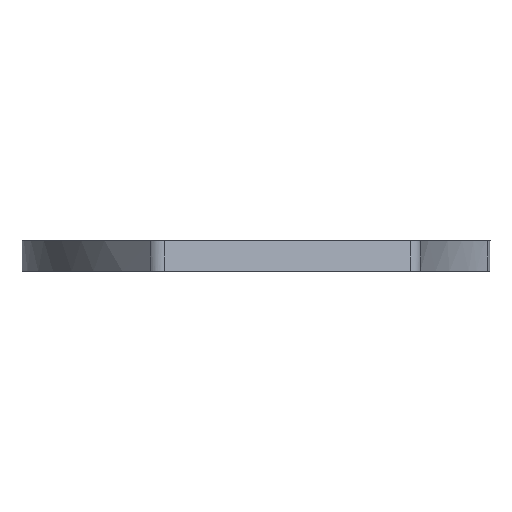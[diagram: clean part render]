
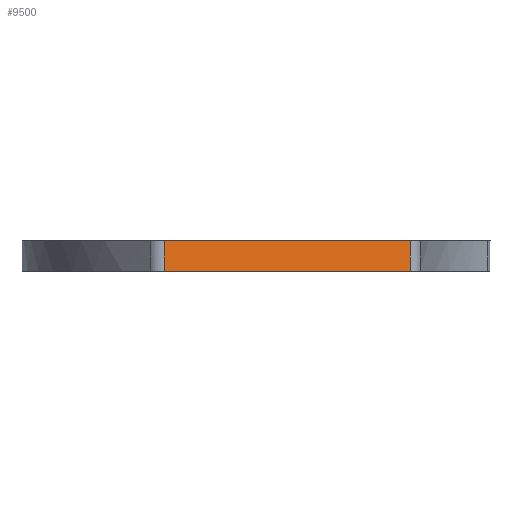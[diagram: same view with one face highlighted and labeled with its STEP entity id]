
A CAD part, left-side view. The second image highlights one B-rep face of the part: STEP entity #9500.
In plain terms, the highlighted planar face has unit normal (-0.961, -0.276, 0).
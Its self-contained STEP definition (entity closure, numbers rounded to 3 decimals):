
#478=LINE('',#14894,#1453);
#501=LINE('',#15214,#1476);
#502=LINE('',#15227,#1477);
#503=LINE('',#15228,#1478);
#1453=VECTOR('',#11722,10.);
#1476=VECTOR('',#11763,10.);
#1477=VECTOR('',#11766,10.);
#1478=VECTOR('',#11767,10.);
#2422=FACE_OUTER_BOUND('',#2950,.T.);
#2950=EDGE_LOOP('',(#6997,#6998,#6999,#7000));
#4240=VERTEX_POINT('',#14879);
#4241=VERTEX_POINT('',#14893);
#4274=VERTEX_POINT('',#15213);
#4275=VERTEX_POINT('',#15226);
#5305=EDGE_CURVE('',#4241,#4240,#478,.T.);
#5344=EDGE_CURVE('',#4241,#4274,#501,.T.);
#5346=EDGE_CURVE('',#4240,#4275,#502,.T.);
#5347=EDGE_CURVE('',#4275,#4274,#503,.T.);
#6997=ORIENTED_EDGE('',*,*,#5305,.T.);
#6998=ORIENTED_EDGE('',*,*,#5346,.T.);
#6999=ORIENTED_EDGE('',*,*,#5347,.T.);
#7000=ORIENTED_EDGE('',*,*,#5344,.F.);
#9178=PLANE('',#10217);
#9500=ADVANCED_FACE('',(#2422),#9178,.F.);
#10217=AXIS2_PLACEMENT_3D('',#15225,#11764,#11765);
#11722=DIRECTION('',(0.276,-0.961,0.));
#11763=DIRECTION('',(0.,0.,1.));
#11764=DIRECTION('center_axis',(0.961,0.276,0.));
#11765=DIRECTION('ref_axis',(-0.276,0.961,0.));
#11766=DIRECTION('',(0.,0.,1.));
#11767=DIRECTION('',(-0.276,0.961,0.));
#14879=CARTESIAN_POINT('',(183.743,-124.054,-2.15));
#14893=CARTESIAN_POINT('',(170.076,-76.424,-2.15));
#14894=CARTESIAN_POINT('',(181.511,-116.274,-2.15));
#15213=CARTESIAN_POINT('',(170.076,-76.424,3.83));
#15214=CARTESIAN_POINT('',(170.076,-76.424,2.83));
#15225=CARTESIAN_POINT('Origin',(183.743,-124.054,2.83));
#15226=CARTESIAN_POINT('',(183.743,-124.054,3.83));
#15227=CARTESIAN_POINT('',(183.743,-124.054,2.83));
#15228=CARTESIAN_POINT('',(183.743,-124.054,3.83));
